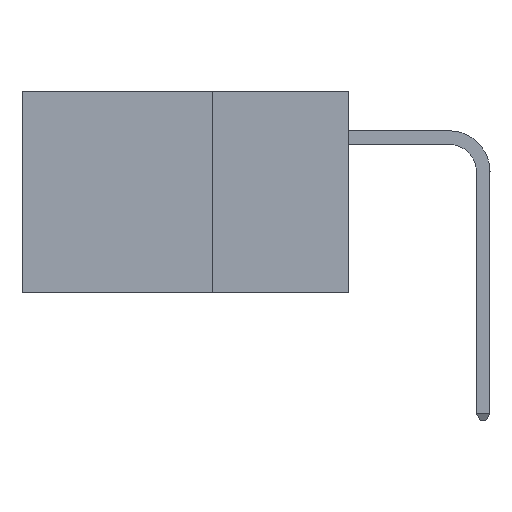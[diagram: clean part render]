
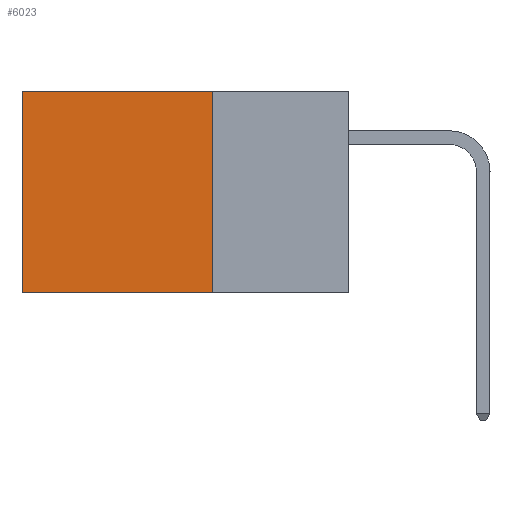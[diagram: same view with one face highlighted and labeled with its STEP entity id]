
A CAD part, left-side view. The second image highlights one B-rep face of the part: STEP entity #6023.
In plain terms, the highlighted planar face has unit normal (-1, 0, 0).
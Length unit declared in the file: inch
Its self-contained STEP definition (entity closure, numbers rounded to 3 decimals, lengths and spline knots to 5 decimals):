
#419 = DIRECTION ( 'NONE',  ( 0., 0., -1. ) ) ;
#872 = CARTESIAN_POINT ( 'NONE',  ( 0.2875, 0.25, 0. ) ) ;
#1794 = ORIENTED_EDGE ( 'NONE', *, *, #22802, .T. ) ;
#3780 = CARTESIAN_POINT ( 'NONE',  ( 0.2875, 0.25, 0. ) ) ;
#4946 = CARTESIAN_POINT ( 'NONE',  ( 0.2875, 0.25, 0. ) ) ;
#5005 = VECTOR ( 'NONE', #19486, 39.37008 ) ;
#6023 = ADVANCED_FACE ( 'NONE', ( #17083 ), #27385, .F. ) ;
#6188 = CARTESIAN_POINT ( 'NONE',  ( 0.2875, 0.25, -0.37 ) ) ;
#6250 = CARTESIAN_POINT ( 'NONE',  ( 0.2875, 0.6, 0. ) ) ;
#6567 = LINE ( 'NONE', #6188, #17769 ) ;
#6889 = VECTOR ( 'NONE', #18252, 39.37008 ) ;
#6972 = VERTEX_POINT ( 'NONE', #27111 ) ;
#8428 = VERTEX_POINT ( 'NONE', #12456 ) ;
#8534 = DIRECTION ( 'NONE',  ( 0., 0., -1. ) ) ;
#8724 = VECTOR ( 'NONE', #8534, 39.37008 ) ;
#9943 = AXIS2_PLACEMENT_3D ( 'NONE', #4946, #14065, #419 ) ;
#11069 = LINE ( 'NONE', #3780, #5005 ) ;
#11156 = EDGE_CURVE ( 'NONE', #17252, #21835, #11069, .T. ) ;
#11548 = ORIENTED_EDGE ( 'NONE', *, *, #23953, .F. ) ;
#12456 = CARTESIAN_POINT ( 'NONE',  ( 0.2875, 0.6, 0. ) ) ;
#12900 = LINE ( 'NONE', #22721, #6889 ) ;
#14065 = DIRECTION ( 'NONE',  ( 1., 0., 0. ) ) ;
#17083 = FACE_OUTER_BOUND ( 'NONE', #28307, .T. ) ;
#17252 = VERTEX_POINT ( 'NONE', #872 ) ;
#17769 = VECTOR ( 'NONE', #26119, 39.37008 ) ;
#18252 = DIRECTION ( 'NONE',  ( 0., 1., 0. ) ) ;
#19486 = DIRECTION ( 'NONE',  ( 0., 0., -1. ) ) ;
#19859 = LINE ( 'NONE', #6250, #8724 ) ;
#21835 = VERTEX_POINT ( 'NONE', #22985 ) ;
#22721 = CARTESIAN_POINT ( 'NONE',  ( 0.2875, 0.25, 0. ) ) ;
#22802 = EDGE_CURVE ( 'NONE', #8428, #6972, #19859, .T. ) ;
#22985 = CARTESIAN_POINT ( 'NONE',  ( 0.2875, 0.25, -0.37 ) ) ;
#23953 = EDGE_CURVE ( 'NONE', #21835, #6972, #6567, .T. ) ;
#24029 = ORIENTED_EDGE ( 'NONE', *, *, #11156, .F. ) ;
#25953 = ORIENTED_EDGE ( 'NONE', *, *, #27747, .T. ) ;
#26119 = DIRECTION ( 'NONE',  ( 0., 1., 0. ) ) ;
#27111 = CARTESIAN_POINT ( 'NONE',  ( 0.2875, 0.6, -0.37 ) ) ;
#27385 = PLANE ( 'NONE',  #9943 ) ;
#27747 = EDGE_CURVE ( 'NONE', #17252, #8428, #12900, .T. ) ;
#28307 = EDGE_LOOP ( 'NONE', ( #1794, #11548, #24029, #25953 ) ) ;
